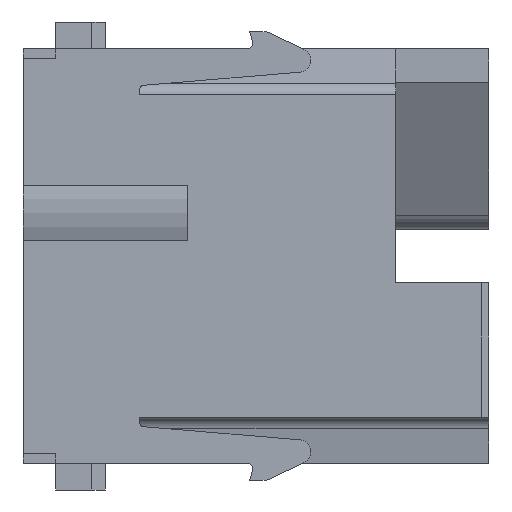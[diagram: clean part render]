
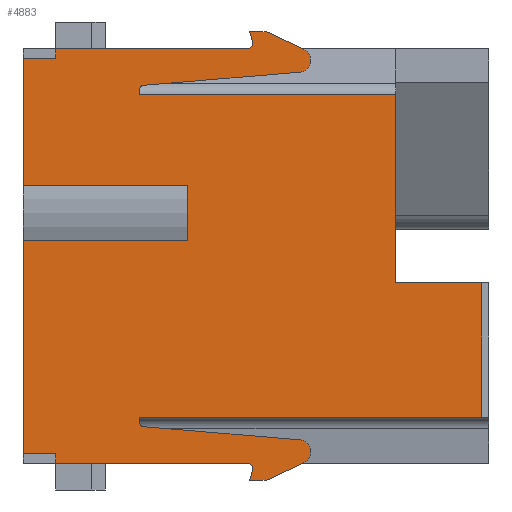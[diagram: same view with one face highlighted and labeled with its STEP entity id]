
A CAD part, left-side view. The second image highlights one B-rep face of the part: STEP entity #4883.
In plain terms, the highlighted planar face has unit normal (-1, 0, 0).
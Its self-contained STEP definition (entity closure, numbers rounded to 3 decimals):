
#14=DIRECTION('',(0.,0.,1.));
#15=VECTOR('',#14,15.6);
#16=CARTESIAN_POINT('',(-14.65,0.,-14.45));
#17=LINE('',#16,#15);
#79=DIRECTION('',(0.,0.,1.));
#80=VECTOR('',#79,9.3);
#81=CARTESIAN_POINT('',(-14.65,0.,5.15));
#82=LINE('',#81,#80);
#386=DIRECTION('',(0.,0.,-1.));
#387=VECTOR('',#386,9.85);
#388=CARTESIAN_POINT('',(-14.65,-33.5,-1.95));
#389=LINE('',#388,#387);
#390=DIRECTION('',(0.,-1.,0.));
#391=VECTOR('',#390,25.);
#392=CARTESIAN_POINT('',(-14.65,-8.5,-11.8));
#393=LINE('',#392,#391);
#394=DIRECTION('',(0.,0.,1.));
#395=VECTOR('',#394,0.374);
#396=CARTESIAN_POINT('',(-14.65,-8.5,-12.174));
#397=LINE('',#396,#395);
#398=CARTESIAN_POINT('',(-14.65,-8.8,-12.174));
#399=DIRECTION('',(1.,0.,0.));
#400=DIRECTION('',(0.,0.084,-0.996));
#401=AXIS2_PLACEMENT_3D('',#398,#399,#400);
#403=DIRECTION('',(0.,0.996,0.084));
#404=VECTOR('',#403,11.44);
#405=CARTESIAN_POINT('',(-14.65,-20.174,-13.43));
#406=LINE('',#405,#404);
#407=CARTESIAN_POINT('',(-14.65,-20.1,-14.317));
#408=DIRECTION('',(-1.,0.,0.));
#409=DIRECTION('',(0.,-0.423,-0.906));
#410=AXIS2_PLACEMENT_3D('',#407,#408,#409);
#412=DIRECTION('',(0.,-0.906,0.423));
#413=VECTOR('',#412,3.023);
#414=CARTESIAN_POINT('',(-14.65,-17.736,-16.4));
#415=LINE('',#414,#413);
#416=DIRECTION('',(0.,-1.,0.));
#417=VECTOR('',#416,1.2);
#418=CARTESIAN_POINT('',(-14.65,-16.536,-16.4));
#419=LINE('',#418,#417);
#420=DIRECTION('',(0.,0.259,-0.966));
#421=VECTOR('',#420,0.773);
#422=CARTESIAN_POINT('',(-14.65,-16.736,-15.654));
#423=LINE('',#422,#421);
#424=CARTESIAN_POINT('',(-14.65,-16.35,-15.55));
#425=DIRECTION('',(1.,0.,0.));
#426=DIRECTION('',(0.,0.,1.));
#427=AXIS2_PLACEMENT_3D('',#424,#425,#426);
#429=DIRECTION('',(0.,0.,1.));
#430=VECTOR('',#429,0.7);
#431=CARTESIAN_POINT('',(-14.65,-2.35,-15.15));
#432=LINE('',#431,#430);
#433=DIRECTION('',(0.,-1.,0.));
#434=VECTOR('',#433,2.35);
#435=CARTESIAN_POINT('',(-14.65,0.,-14.45));
#436=LINE('',#435,#434);
#437=DIRECTION('',(0.,-1.,0.));
#438=VECTOR('',#437,12.);
#439=CARTESIAN_POINT('',(-14.65,0.,1.15));
#440=LINE('',#439,#438);
#441=DIRECTION('',(0.,0.,-1.));
#442=VECTOR('',#441,4.);
#443=CARTESIAN_POINT('',(-14.65,-12.,5.15));
#444=LINE('',#443,#442);
#445=DIRECTION('',(0.,-1.,0.));
#446=VECTOR('',#445,12.);
#447=CARTESIAN_POINT('',(-14.65,0.,5.15));
#448=LINE('',#447,#446);
#449=DIRECTION('',(0.,-1.,0.));
#450=VECTOR('',#449,2.35);
#451=CARTESIAN_POINT('',(-14.65,0.,14.45));
#452=LINE('',#451,#450);
#453=DIRECTION('',(0.,0.,1.));
#454=VECTOR('',#453,0.7);
#455=CARTESIAN_POINT('',(-14.65,-2.35,14.45));
#456=LINE('',#455,#454);
#457=CARTESIAN_POINT('',(-14.65,-16.35,15.55));
#458=DIRECTION('',(1.,0.,0.));
#459=DIRECTION('',(0.,-0.966,0.259));
#460=AXIS2_PLACEMENT_3D('',#457,#458,#459);
#462=DIRECTION('',(0.,-0.259,-0.966));
#463=VECTOR('',#462,0.773);
#464=CARTESIAN_POINT('',(-14.65,-16.536,16.4));
#465=LINE('',#464,#463);
#466=DIRECTION('',(0.,1.,0.));
#467=VECTOR('',#466,1.2);
#468=CARTESIAN_POINT('',(-14.65,-17.736,16.4));
#469=LINE('',#468,#467);
#470=DIRECTION('',(0.,0.906,0.423));
#471=VECTOR('',#470,3.023);
#472=CARTESIAN_POINT('',(-14.65,-20.476,15.123));
#473=LINE('',#472,#471);
#474=CARTESIAN_POINT('',(-14.65,-20.1,14.317));
#475=DIRECTION('',(-1.,0.,0.));
#476=DIRECTION('',(0.,-0.084,-0.996));
#477=AXIS2_PLACEMENT_3D('',#474,#475,#476);
#479=DIRECTION('',(0.,-0.996,0.084));
#480=VECTOR('',#479,11.44);
#481=CARTESIAN_POINT('',(-14.65,-8.775,12.473));
#482=LINE('',#481,#480);
#483=CARTESIAN_POINT('',(-14.65,-8.8,12.174));
#484=DIRECTION('',(1.,0.,0.));
#485=DIRECTION('',(0.,1.,0.));
#486=AXIS2_PLACEMENT_3D('',#483,#484,#485);
#488=DIRECTION('',(0.,0.,1.));
#489=VECTOR('',#488,0.374);
#490=CARTESIAN_POINT('',(-14.65,-8.5,11.8));
#491=LINE('',#490,#489);
#492=DIRECTION('',(0.,-1.,0.));
#493=VECTOR('',#492,18.7);
#494=CARTESIAN_POINT('',(-14.65,-8.5,11.8));
#495=LINE('',#494,#493);
#496=DIRECTION('',(0.,0.,1.));
#497=VECTOR('',#496,13.75);
#498=CARTESIAN_POINT('',(-14.65,-27.2,-1.95));
#499=LINE('',#498,#497);
#500=DIRECTION('',(0.,1.,0.));
#501=VECTOR('',#500,6.3);
#502=CARTESIAN_POINT('',(-14.65,-33.5,-1.95));
#503=LINE('',#502,#501);
#2187=DIRECTION('',(0.,-1.,0.));
#2188=VECTOR('',#2187,14.);
#2189=CARTESIAN_POINT('',(-14.65,-2.35,-15.15));
#2190=LINE('',#2189,#2188);
#2459=DIRECTION('',(0.,1.,0.));
#2460=VECTOR('',#2459,14.);
#2461=CARTESIAN_POINT('',(-14.65,-16.35,15.15));
#2462=LINE('',#2461,#2460);
#3528=CARTESIAN_POINT('',(-14.65,-12.,5.15));
#3529=CARTESIAN_POINT('',(-14.65,-12.,1.15));
#3530=VERTEX_POINT('',#3528);
#3531=VERTEX_POINT('',#3529);
#3532=CARTESIAN_POINT('',(-14.65,0.,1.15));
#3533=VERTEX_POINT('',#3532);
#3534=CARTESIAN_POINT('',(-14.65,0.,5.15));
#3535=VERTEX_POINT('',#3534);
#3606=CARTESIAN_POINT('',(-14.65,0.,-14.45));
#3608=VERTEX_POINT('',#3606);
#3624=CARTESIAN_POINT('',(-14.65,0.,14.45));
#3626=VERTEX_POINT('',#3624);
#3832=CARTESIAN_POINT('',(-14.65,-27.2,-1.95));
#3833=VERTEX_POINT('',#3832);
#3962=CARTESIAN_POINT('',(-14.65,-8.5,11.8));
#3963=CARTESIAN_POINT('',(-14.65,-27.2,11.8));
#3964=VERTEX_POINT('',#3962);
#3965=VERTEX_POINT('',#3963);
#3994=CARTESIAN_POINT('',(-14.65,-8.5,-11.8));
#3995=VERTEX_POINT('',#3994);
#3998=CARTESIAN_POINT('',(-14.65,-16.35,-15.15));
#3999=CARTESIAN_POINT('',(-14.65,-16.736,-15.654));
#4000=VERTEX_POINT('',#3998);
#4001=VERTEX_POINT('',#3999);
#4002=CARTESIAN_POINT('',(-14.65,-16.536,-16.4));
#4003=VERTEX_POINT('',#4002);
#4004=CARTESIAN_POINT('',(-14.65,-17.736,-16.4));
#4005=VERTEX_POINT('',#4004);
#4006=CARTESIAN_POINT('',(-14.65,-20.476,-15.123));
#4007=VERTEX_POINT('',#4006);
#4008=CARTESIAN_POINT('',(-14.65,-20.174,-13.43));
#4009=VERTEX_POINT('',#4008);
#4010=CARTESIAN_POINT('',(-14.65,-8.775,-12.473));
#4011=VERTEX_POINT('',#4010);
#4030=CARTESIAN_POINT('',(-14.65,-8.5,-12.174));
#4031=VERTEX_POINT('',#4030);
#4032=CARTESIAN_POINT('',(-14.65,-8.775,12.473));
#4033=CARTESIAN_POINT('',(-14.65,-20.174,13.43));
#4034=VERTEX_POINT('',#4032);
#4035=VERTEX_POINT('',#4033);
#4036=CARTESIAN_POINT('',(-14.65,-20.476,15.123));
#4037=VERTEX_POINT('',#4036);
#4038=CARTESIAN_POINT('',(-14.65,-17.736,16.4));
#4039=VERTEX_POINT('',#4038);
#4040=CARTESIAN_POINT('',(-14.65,-16.536,16.4));
#4041=VERTEX_POINT('',#4040);
#4042=CARTESIAN_POINT('',(-14.65,-16.736,15.654));
#4043=VERTEX_POINT('',#4042);
#4044=CARTESIAN_POINT('',(-14.65,-16.35,15.15));
#4045=VERTEX_POINT('',#4044);
#4064=CARTESIAN_POINT('',(-14.65,-8.5,12.174));
#4065=VERTEX_POINT('',#4064);
#4135=CARTESIAN_POINT('',(-14.65,-33.5,-11.8));
#4137=VERTEX_POINT('',#4135);
#4138=CARTESIAN_POINT('',(-14.65,-33.5,-1.95));
#4139=VERTEX_POINT('',#4138);
#4152=CARTESIAN_POINT('',(-14.65,-2.35,-15.15));
#4153=CARTESIAN_POINT('',(-14.65,-2.35,-14.45));
#4154=VERTEX_POINT('',#4152);
#4155=VERTEX_POINT('',#4153);
#4156=CARTESIAN_POINT('',(-14.65,-2.35,14.45));
#4157=CARTESIAN_POINT('',(-14.65,-2.35,15.15));
#4158=VERTEX_POINT('',#4156);
#4159=VERTEX_POINT('',#4157);
#4816=CARTESIAN_POINT('',(-14.65,0.,-15.15));
#4817=DIRECTION('',(-1.,0.,0.));
#4818=DIRECTION('',(0.,0.,1.));
#4819=AXIS2_PLACEMENT_3D('',#4816,#4817,#4818);
#4820=PLANE('',#4819);
#4822=ORIENTED_EDGE('',*,*,#4821,.T.);
#4824=ORIENTED_EDGE('',*,*,#4823,.F.);
#4826=ORIENTED_EDGE('',*,*,#4825,.F.);
#4828=ORIENTED_EDGE('',*,*,#4827,.F.);
#4830=ORIENTED_EDGE('',*,*,#4829,.F.);
#4832=ORIENTED_EDGE('',*,*,#4831,.F.);
#4834=ORIENTED_EDGE('',*,*,#4833,.F.);
#4836=ORIENTED_EDGE('',*,*,#4835,.F.);
#4838=ORIENTED_EDGE('',*,*,#4837,.F.);
#4840=ORIENTED_EDGE('',*,*,#4839,.F.);
#4842=ORIENTED_EDGE('',*,*,#4841,.F.);
#4844=ORIENTED_EDGE('',*,*,#4843,.T.);
#4846=ORIENTED_EDGE('',*,*,#4845,.F.);
#4847=ORIENTED_EDGE('',*,*,#4590,.T.);
#4849=ORIENTED_EDGE('',*,*,#4848,.T.);
#4850=ORIENTED_EDGE('',*,*,#4809,.F.);
#4851=ORIENTED_EDGE('',*,*,#4781,.F.);
#4852=ORIENTED_EDGE('',*,*,#4622,.T.);
#4854=ORIENTED_EDGE('',*,*,#4853,.T.);
#4856=ORIENTED_EDGE('',*,*,#4855,.T.);
#4858=ORIENTED_EDGE('',*,*,#4857,.F.);
#4860=ORIENTED_EDGE('',*,*,#4859,.F.);
#4862=ORIENTED_EDGE('',*,*,#4861,.F.);
#4864=ORIENTED_EDGE('',*,*,#4863,.F.);
#4866=ORIENTED_EDGE('',*,*,#4865,.F.);
#4868=ORIENTED_EDGE('',*,*,#4867,.F.);
#4870=ORIENTED_EDGE('',*,*,#4869,.F.);
#4872=ORIENTED_EDGE('',*,*,#4871,.F.);
#4874=ORIENTED_EDGE('',*,*,#4873,.F.);
#4876=ORIENTED_EDGE('',*,*,#4875,.T.);
#4878=ORIENTED_EDGE('',*,*,#4877,.F.);
#4880=ORIENTED_EDGE('',*,*,#4879,.F.);
#4881=EDGE_LOOP('',(#4822,#4824,#4826,#4828,#4830,#4832,#4834,#4836,#4838,#4840,
#4842,#4844,#4846,#4847,#4849,#4850,#4851,#4852,#4854,#4856,#4858,#4860,#4862,
#4864,#4866,#4868,#4870,#4872,#4874,#4876,#4878,#4880));
#4882=FACE_OUTER_BOUND('',#4881,.F.);
#4883=ADVANCED_FACE('',(#4882),#4820,.T.);
#402=CIRCLE('',#401,0.3);
#411=CIRCLE('',#410,0.889);
#428=CIRCLE('',#427,0.4);
#461=CIRCLE('',#460,0.4);
#478=CIRCLE('',#477,0.889);
#487=CIRCLE('',#486,0.3);
#4590=EDGE_CURVE('',#3608,#3533,#17,.T.);
#4622=EDGE_CURVE('',#3535,#3626,#82,.T.);
#4781=EDGE_CURVE('',#3535,#3530,#448,.T.);
#4809=EDGE_CURVE('',#3530,#3531,#444,.T.);
#4821=EDGE_CURVE('',#4139,#4137,#389,.T.);
#4823=EDGE_CURVE('',#3995,#4137,#393,.T.);
#4825=EDGE_CURVE('',#4031,#3995,#397,.T.);
#4827=EDGE_CURVE('',#4011,#4031,#402,.T.);
#4829=EDGE_CURVE('',#4009,#4011,#406,.T.);
#4831=EDGE_CURVE('',#4007,#4009,#411,.T.);
#4833=EDGE_CURVE('',#4005,#4007,#415,.T.);
#4835=EDGE_CURVE('',#4003,#4005,#419,.T.);
#4837=EDGE_CURVE('',#4001,#4003,#423,.T.);
#4839=EDGE_CURVE('',#4000,#4001,#428,.T.);
#4841=EDGE_CURVE('',#4154,#4000,#2190,.T.);
#4843=EDGE_CURVE('',#4154,#4155,#432,.T.);
#4845=EDGE_CURVE('',#3608,#4155,#436,.T.);
#4848=EDGE_CURVE('',#3533,#3531,#440,.T.);
#4853=EDGE_CURVE('',#3626,#4158,#452,.T.);
#4855=EDGE_CURVE('',#4158,#4159,#456,.T.);
#4857=EDGE_CURVE('',#4045,#4159,#2462,.T.);
#4859=EDGE_CURVE('',#4043,#4045,#461,.T.);
#4861=EDGE_CURVE('',#4041,#4043,#465,.T.);
#4863=EDGE_CURVE('',#4039,#4041,#469,.T.);
#4865=EDGE_CURVE('',#4037,#4039,#473,.T.);
#4867=EDGE_CURVE('',#4035,#4037,#478,.T.);
#4869=EDGE_CURVE('',#4034,#4035,#482,.T.);
#4871=EDGE_CURVE('',#4065,#4034,#487,.T.);
#4873=EDGE_CURVE('',#3964,#4065,#491,.T.);
#4875=EDGE_CURVE('',#3964,#3965,#495,.T.);
#4877=EDGE_CURVE('',#3833,#3965,#499,.T.);
#4879=EDGE_CURVE('',#4139,#3833,#503,.T.);
